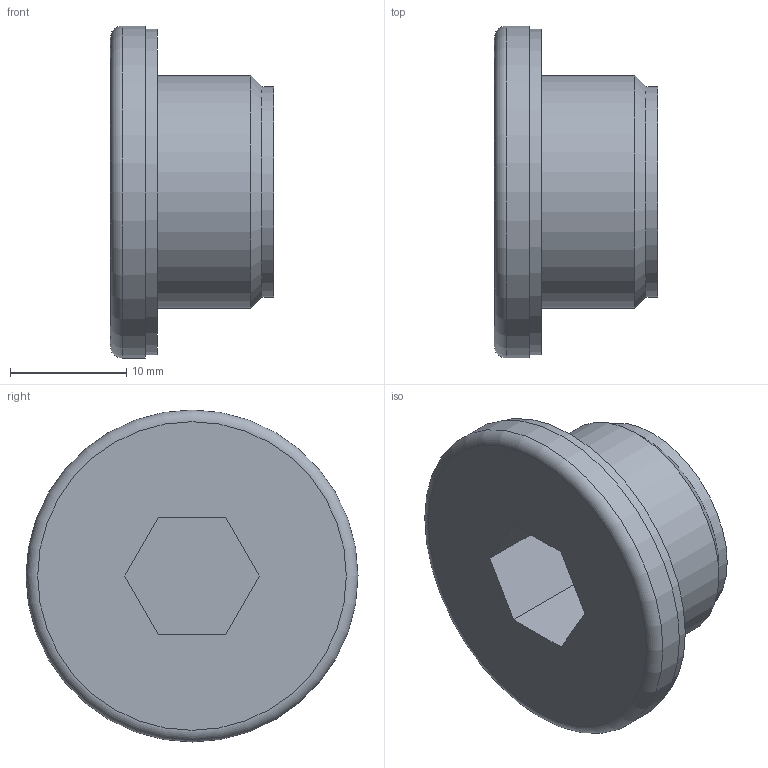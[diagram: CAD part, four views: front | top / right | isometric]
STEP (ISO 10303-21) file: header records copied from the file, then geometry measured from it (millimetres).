
FILE_DESCRIPTION( ( 'STEP AP214' ), '1' );
FILE_NAME( 'K0450.282015.stp', '2020-12-08T09:02:07', ( '' ), ( '' ), ' ', 'PARTsolutions', ' ' );
FILE_SCHEMA( ( 'AUTOMOTIVE_DESIGN { 1 0 10303 214 1 1 1 1 }' ) );
Length unit declared in the file: millimetre
Products named in the file (1): _K0450.282015
Bounding box: 14 x 28.5 x 28.5 mm (x, y, z)
Volume: 4461.3 mm3; surface area: 2727.4 mm2
Topology: 1 solids, 1 shells, 21 faces, 39 edges, 25 vertices
Faces by surface type: plane 13, cylinder 6, torus 1, cone 1
Full cylindrical faces by diameter (mm): 12.67 x1, 16.29 x1, 18.1 x1, 20 x1, 27.93 x1, 28.5 x1
Entity records: 666 total; most frequent: DIRECTION 88, CARTESIAN_POINT 78, ORIENTED_EDGE 62, AXIS2_PLACEMENT_3D 35, EDGE_LOOP 34, EDGE_CURVE 31, FACE_OUTER_BOUND 28, VERTEX_POINT 25
